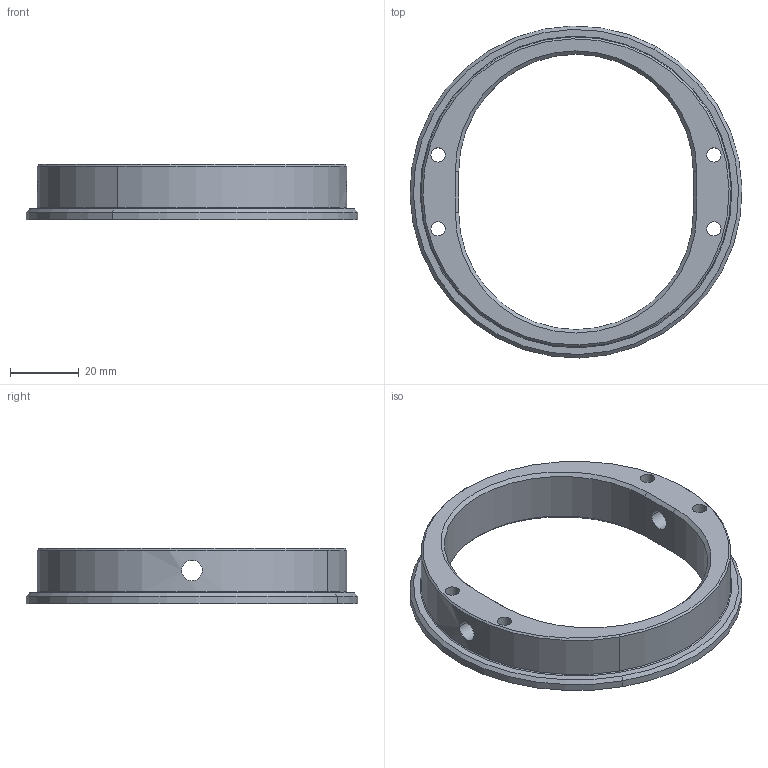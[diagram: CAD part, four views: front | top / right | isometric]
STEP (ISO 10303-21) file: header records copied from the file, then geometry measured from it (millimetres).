
FILE_DESCRIPTION(('CATIA V5 STEP Exchange'),'2;1');
FILE_NAME('EOLX1.1-D-300-001_A.stp','2020-01-30T22:07:45+00:00',('none'),('none'),'CATIA Version 5 Release 21 GA (IN-10)','CATIA V5 STEP AP203','none');
FILE_SCHEMA(('CONFIG_CONTROL_DESIGN'));
Length unit declared in the file: millimetre
Products named in the file (1): EOLX1.1-D-300-001_A
Bounding box: 96.47 x 96.47 x 16 mm (x, y, z)
Volume: 31519.6 mm3; surface area: 14550.1 mm2
Topology: 1 solids, 1 shells, 37 faces, 88 edges, 54 vertices
Faces by surface type: cylinder 18, plane 9, cone 8, torus 2
Entity records: 1081 total; most frequent: CARTESIAN_POINT 213, ORIENTED_EDGE 176, DIRECTION 136, EDGE_CURVE 88, AXIS2_PLACEMENT_3D 71, VERTEX_POINT 54, EDGE_LOOP 52, CIRCLE 44
